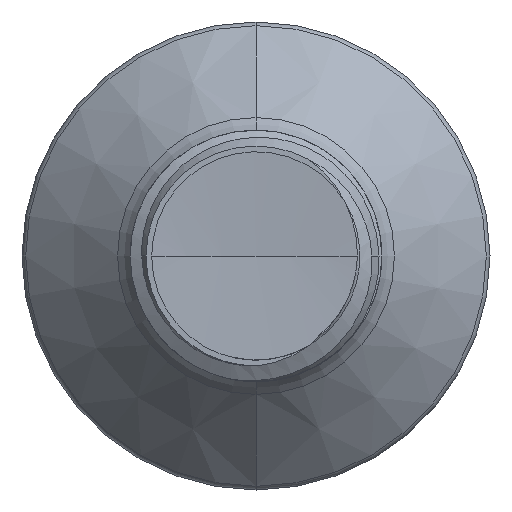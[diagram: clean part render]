
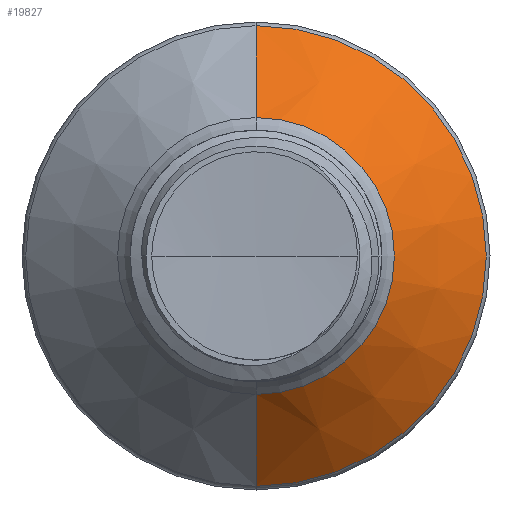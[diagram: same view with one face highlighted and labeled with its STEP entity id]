
A CAD part, front view. The second image highlights one B-rep face of the part: STEP entity #19827.
In plain terms, the highlighted conical face has half-angle 45 degrees and reference radius 2.75 mm.
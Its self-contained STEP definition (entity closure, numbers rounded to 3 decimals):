
#308 = EDGE_LOOP ( 'NONE', ( #8117, #19593, #15058, #16610 ) ) ;
#1480 = VERTEX_POINT ( 'NONE', #17675 ) ;
#1667 = DIRECTION ( 'NONE',  ( 0., 1., 0. ) ) ;
#2934 = VERTEX_POINT ( 'NONE', #10513 ) ;
#3653 = LINE ( 'NONE', #8805, #20955 ) ;
#4090 = CIRCLE ( 'NONE', #12452, 4.577 ) ;
#4403 = EDGE_CURVE ( 'NONE', #1480, #5735, #6646, .T. ) ;
#5735 = VERTEX_POINT ( 'NONE', #20685 ) ;
#6189 = FACE_OUTER_BOUND ( 'NONE', #308, .T. ) ;
#6646 = LINE ( 'NONE', #12461, #11313 ) ;
#6893 = CONICAL_SURFACE ( 'NONE', #26109, 2.75, 0.785 ) ;
#8117 = ORIENTED_EDGE ( 'NONE', *, *, #24143, .T. ) ;
#8805 = CARTESIAN_POINT ( 'NONE',  ( 0., 11.365, 2.75 ) ) ;
#10124 = CIRCLE ( 'NONE', #20359, 2.75 ) ;
#10513 = CARTESIAN_POINT ( 'NONE',  ( 0., 13.192, 4.577 ) ) ;
#11313 = VECTOR ( 'NONE', #12388, 1000. ) ;
#11718 = EDGE_CURVE ( 'NONE', #2934, #5735, #4090, .T. ) ;
#12388 = DIRECTION ( 'NONE',  ( 0., 0.707, -0.707 ) ) ;
#12452 = AXIS2_PLACEMENT_3D ( 'NONE', #15370, #15365, #15332 ) ;
#12461 = CARTESIAN_POINT ( 'NONE',  ( 0., 11.365, -2.75 ) ) ;
#13466 = DIRECTION ( 'NONE',  ( 0., 0.707, 0.707 ) ) ;
#13663 = CARTESIAN_POINT ( 'NONE',  ( 0., 11.365, 0. ) ) ;
#15058 = ORIENTED_EDGE ( 'NONE', *, *, #11718, .F. ) ;
#15332 = DIRECTION ( 'NONE',  ( 0., 0., 1. ) ) ;
#15365 = DIRECTION ( 'NONE',  ( 0., 1., 0. ) ) ;
#15370 = CARTESIAN_POINT ( 'NONE',  ( 0., 13.192, 0. ) ) ;
#15470 = CARTESIAN_POINT ( 'NONE',  ( 0., 11.365, 0. ) ) ;
#15998 = DIRECTION ( 'NONE',  ( 0., 0., 1. ) ) ;
#16550 = VERTEX_POINT ( 'NONE', #17938 ) ;
#16610 = ORIENTED_EDGE ( 'NONE', *, *, #25744, .F. ) ;
#17675 = CARTESIAN_POINT ( 'NONE',  ( 0., 11.365, -2.75 ) ) ;
#17733 = DIRECTION ( 'NONE',  ( 0., 0., 1. ) ) ;
#17938 = CARTESIAN_POINT ( 'NONE',  ( 0., 11.365, 2.75 ) ) ;
#19593 = ORIENTED_EDGE ( 'NONE', *, *, #4403, .T. ) ;
#19827 = ADVANCED_FACE ( 'NONE', ( #6189 ), #6893, .T. ) ;
#20359 = AXIS2_PLACEMENT_3D ( 'NONE', #15470, #1667, #17733 ) ;
#20501 = DIRECTION ( 'NONE',  ( 0., 1., 0. ) ) ;
#20685 = CARTESIAN_POINT ( 'NONE',  ( 0., 13.192, -4.577 ) ) ;
#20955 = VECTOR ( 'NONE', #13466, 1000. ) ;
#24143 = EDGE_CURVE ( 'NONE', #16550, #1480, #10124, .T. ) ;
#25744 = EDGE_CURVE ( 'NONE', #16550, #2934, #3653, .T. ) ;
#26109 = AXIS2_PLACEMENT_3D ( 'NONE', #13663, #20501, #15998 ) ;
